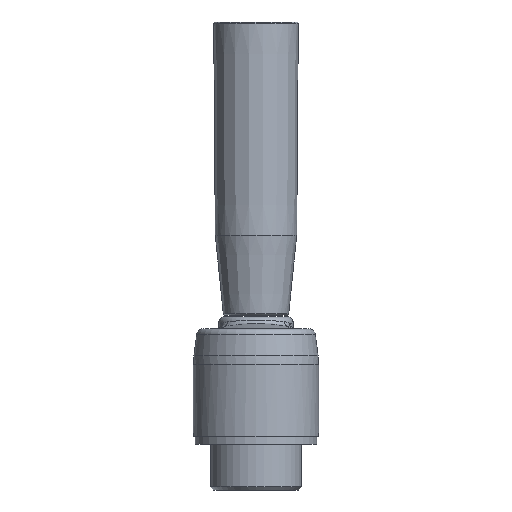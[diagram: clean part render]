
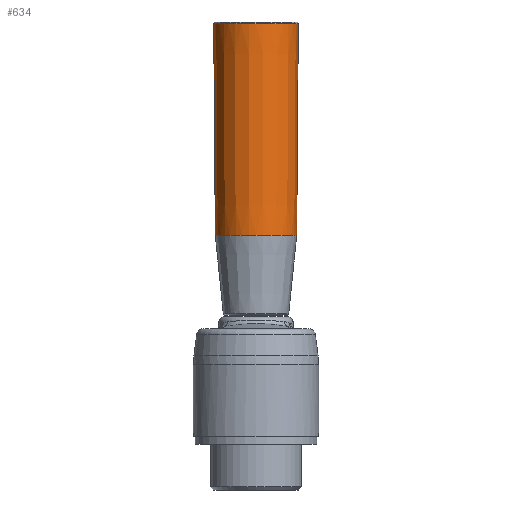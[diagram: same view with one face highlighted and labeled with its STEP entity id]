
A CAD part, left-side view. The second image highlights one B-rep face of the part: STEP entity #634.
In plain terms, the highlighted conical face has half-angle 0.437 degrees and reference radius 12.5 mm.
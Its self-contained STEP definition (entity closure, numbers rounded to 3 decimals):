
#634 = ADVANCED_FACE( '', ( #1433, #1434 ), #1435, .T. );
#1433 = FACE_OUTER_BOUND( '', #4373, .T. );
#1434 = FACE_BOUND( '', #4374, .T. );
#1435 = CONICAL_SURFACE( '', #4375, 12.5, 0.008 );
#4373 = EDGE_LOOP( '', ( #7817 ) );
#4374 = EDGE_LOOP( '', ( #7818 ) );
#4375 = AXIS2_PLACEMENT_3D( '', #7819, #7820, #7821 );
#7817 = ORIENTED_EDGE( '', *, *, #9492, .T. );
#7818 = ORIENTED_EDGE( '', *, *, #9291, .T. );
#7819 = CARTESIAN_POINT( '', ( 71.135, 0., 64.25 ) );
#7820 = DIRECTION( '', ( 0., 0., 1. ) );
#7821 = DIRECTION( '', ( 0., -1., 0. ) );
#9291 = EDGE_CURVE( '', #10521, #10521, #10522, .T. );
#9492 = EDGE_CURVE( '', #10808, #10808, #10809, .T. );
#10521 = VERTEX_POINT( '', #13480 );
#10522 = CIRCLE( '', #13481, 12.5 );
#10808 = VERTEX_POINT( '', #14464 );
#10809 = CIRCLE( '', #14465, 12.996 );
#13480 = CARTESIAN_POINT( '', ( 71.135, -12.5, 64.25 ) );
#13481 = AXIS2_PLACEMENT_3D( '', #15954, #15955, #15956 );
#14464 = CARTESIAN_POINT( '', ( 71.135, 12.996, 129.246 ) );
#14465 = AXIS2_PLACEMENT_3D( '', #16185, #16186, #16187 );
#15954 = CARTESIAN_POINT( '', ( 71.135, 0., 64.25 ) );
#15955 = DIRECTION( '', ( 0., 0., 1. ) );
#15956 = DIRECTION( '', ( 0., -1., 0. ) );
#16185 = CARTESIAN_POINT( '', ( 71.135, 0., 129.246 ) );
#16186 = DIRECTION( '', ( 0., 0., -1. ) );
#16187 = DIRECTION( '', ( 0., 1., 0. ) );
